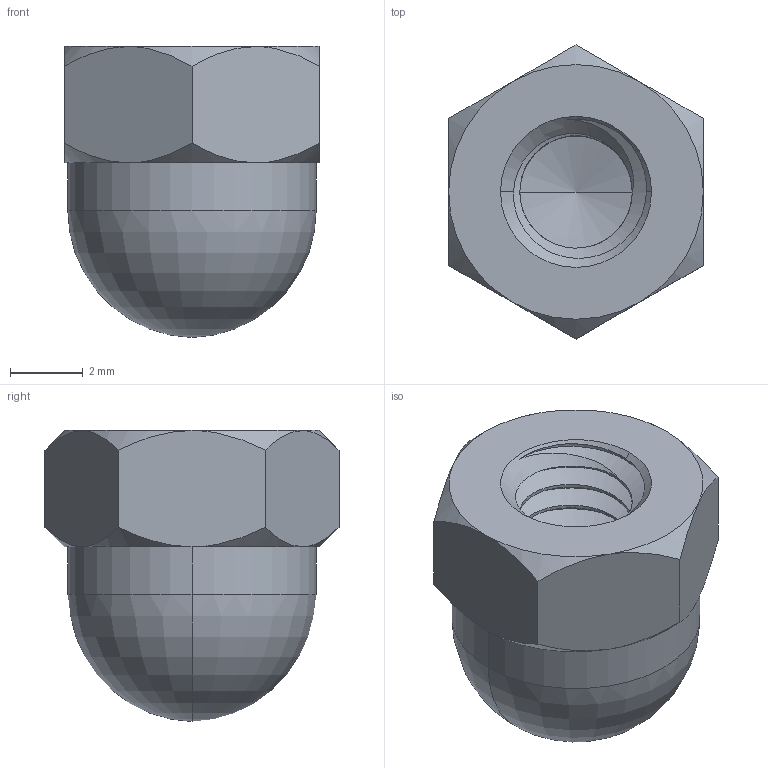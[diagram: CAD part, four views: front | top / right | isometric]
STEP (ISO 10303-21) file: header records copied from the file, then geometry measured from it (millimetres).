
FILE_DESCRIPTION (( 'STEP AP203' ), '1' );
FILE_NAME ('94000A035_18-8 Stainless Steel Cap Nut.STEP', '2023-03-30T20:39:24', ( 'Administrator' ), ( 'Managed by Terraform' ), 'SwSTEP 2.0', 'SolidWorks 2017', '' );
FILE_SCHEMA (( 'CONFIG_CONTROL_DESIGN' ));
Length unit declared in the file: millimetre
Products named in the file (1): 94000A035_18-8 Stainless Steel Cap Nut
Bounding box: 7 x 8.08 x 8 mm (x, y, z)
Volume: 206.8 mm3; surface area: 331.6 mm2
Topology: 1 solids, 1 shells, 49 faces, 127 edges, 78 vertices
Faces by surface type: cylinder 19, cone 17, plane 8, bspline 3, torus 2
Entity records: 2745 total; most frequent: CARTESIAN_POINT 1668, ORIENTED_EDGE 246, DIRECTION 167, EDGE_CURVE 123, VERTEX_POINT 78, AXIS2_PLACEMENT_3D 69, EDGE_LOOP 51, FACE_OUTER_BOUND 49
